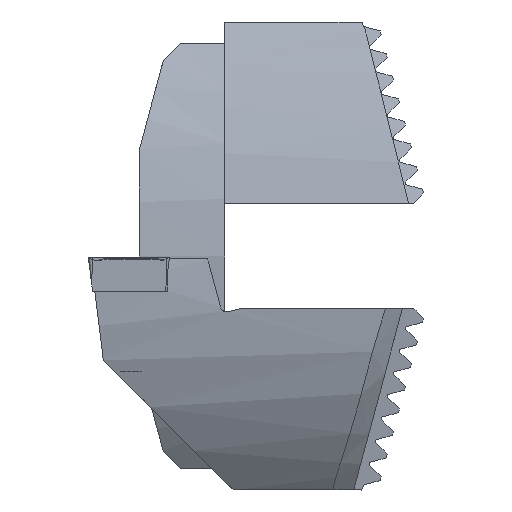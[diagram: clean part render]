
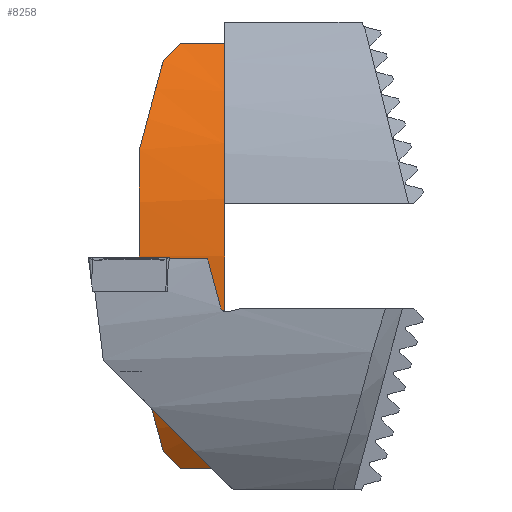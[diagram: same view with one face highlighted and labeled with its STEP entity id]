
A CAD part, left-side view. The second image highlights one B-rep face of the part: STEP entity #8258.
In plain terms, the highlighted cylindrical face has radius 40 mm (diameter 80 mm), a partial arc.
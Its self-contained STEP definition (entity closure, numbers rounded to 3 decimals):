
#207 = EDGE_CURVE ( 'NONE', #25759, #28701, #2143, .T. ) ;
#241 = DIRECTION ( 'NONE',  ( 0., -1., 0. ) ) ;
#297 = DIRECTION ( 'NONE',  ( -1., 0., 0. ) ) ;
#310 = CARTESIAN_POINT ( 'NONE',  ( 0., 0., 0.025 ) ) ;
#1043 = DIRECTION ( 'NONE',  ( 1., 0., 0. ) ) ;
#1337 = ORIENTED_EDGE ( 'NONE', *, *, #12895, .T. ) ;
#2143 = CIRCLE ( 'NONE', #38589, 40. ) ;
#4542 = DIRECTION ( 'NONE',  ( -1., 0., 0. ) ) ;
#5226 = ORIENTED_EDGE ( 'NONE', *, *, #20820, .T. ) ;
#5584 = VERTEX_POINT ( 'NONE', #39260 ) ;
#5799 = CARTESIAN_POINT ( 'NONE',  ( 5.187, 25., -31.2 ) ) ;
#6818 = EDGE_CURVE ( 'NONE', #16984, #18721, #9855, .T. ) ;
#7024 = EDGE_LOOP ( 'NONE', ( #20354, #1337, #36744, #25258, #5226, #40486, #12596, #10332 ) ) ;
#8258 = ADVANCED_FACE ( 'NONE', ( #38254 ), #36064, .T. ) ;
#9558 = CARTESIAN_POINT ( 'NONE',  ( 0., -25., -31.2 ) ) ;
#9647 = EDGE_CURVE ( 'NONE', #37567, #16984, #29070, .T. ) ;
#9855 =( BOUNDED_CURVE ( )  B_SPLINE_CURVE ( 3, ( #37429, #37566, #37762, #37268 ),
 .UNSPECIFIED., .F., .T. ) 
 B_SPLINE_CURVE_WITH_KNOTS ( ( 4, 4 ),
 ( 5.325, 5.388 ),
 .UNSPECIFIED. ) 
 CURVE ( )  GEOMETRIC_REPRESENTATION_ITEM ( )  RATIONAL_B_SPLINE_CURVE ( ( 1., 1., 1., 1. ) ) 
 REPRESENTATION_ITEM ( '' )  );
#10332 = ORIENTED_EDGE ( 'NONE', *, *, #9647, .T. ) ;
#10464 = LINE ( 'NONE', #43175, #37412 ) ;
#11765 = LINE ( 'NONE', #44014, #22275 ) ;
#12479 = CARTESIAN_POINT ( 'NONE',  ( 10., 12.5, -37.972 ) ) ;
#12596 = ORIENTED_EDGE ( 'NONE', *, *, #20945, .T. ) ;
#12776 = CARTESIAN_POINT ( 'NONE',  ( 5.187, -25., -31.2 ) ) ;
#12858 = EDGE_CURVE ( 'NONE', #30916, #5584, #40466, .T. ) ;
#12895 = EDGE_CURVE ( 'NONE', #18721, #28701, #11765, .T. ) ;
#13205 = CARTESIAN_POINT ( 'NONE',  ( 7.187, -23., -32.701 ) ) ;
#13315 = CARTESIAN_POINT ( 'NONE',  ( 8.051, -19.773, -34.969 ) ) ;
#13365 = CARTESIAN_POINT ( 'NONE',  ( 8.996, -16.247, -36.739 ) ) ;
#13561 = CARTESIAN_POINT ( 'NONE',  ( 10., -12.5, -37.972 ) ) ;
#13965 = DIRECTION ( 'NONE',  ( 0., -1., 0. ) ) ;
#14959 = CARTESIAN_POINT ( 'NONE',  ( 10., 0., 0.025 ) ) ;
#15193 = DIRECTION ( 'NONE',  ( -1., 0., 0. ) ) ;
#16984 = VERTEX_POINT ( 'NONE', #41024 ) ;
#18721 = VERTEX_POINT ( 'NONE', #12776 ) ;
#19686 = CARTESIAN_POINT ( 'NONE',  ( 7.187, 23., -32.701 ) ) ;
#20354 = ORIENTED_EDGE ( 'NONE', *, *, #6818, .T. ) ;
#20429 = VERTEX_POINT ( 'NONE', #5799 ) ;
#20820 = EDGE_CURVE ( 'NONE', #20429, #30916, #23726, .T. ) ;
#20945 = EDGE_CURVE ( 'NONE', #5584, #37567, #45020, .T. ) ;
#21120 = CARTESIAN_POINT ( 'NONE',  ( 7.187, 23., -32.701 ) ) ;
#22275 = VECTOR ( 'NONE', #29998, 1000. ) ;
#23726 =( BOUNDED_CURVE ( )  B_SPLINE_CURVE ( 3, ( #45079, #27840, #41933, #21120 ),
 .UNSPECIFIED., .F., .F. ) 
 B_SPLINE_CURVE_WITH_KNOTS ( ( 4, 4 ),
 ( 0.896, 0.958 ),
 .UNSPECIFIED. ) 
 CURVE ( )  GEOMETRIC_REPRESENTATION_ITEM ( )  RATIONAL_B_SPLINE_CURVE ( ( 1., 1., 1., 1. ) ) 
 REPRESENTATION_ITEM ( '' )  );
#24426 = CARTESIAN_POINT ( 'NONE',  ( 0., 25., -31.2 ) ) ;
#25254 = CARTESIAN_POINT ( 'NONE',  ( 10., -12.5, -37.972 ) ) ;
#25258 = ORIENTED_EDGE ( 'NONE', *, *, #42064, .T. ) ;
#25759 = VERTEX_POINT ( 'NONE', #24426 ) ;
#25865 = CARTESIAN_POINT ( 'NONE',  ( 10., 0., 0.025 ) ) ;
#26481 = CARTESIAN_POINT ( 'NONE',  ( 7.187, 23., -32.701 ) ) ;
#27840 = CARTESIAN_POINT ( 'NONE',  ( 5.837, 24.349, -31.721 ) ) ;
#28701 = VERTEX_POINT ( 'NONE', #9558 ) ;
#29070 =( BOUNDED_CURVE ( )  B_SPLINE_CURVE ( 3, ( #13561, #13365, #13315, #13205 ),
 .UNSPECIFIED., .F., .F. ) 
 B_SPLINE_CURVE_WITH_KNOTS ( ( 4, 4 ),
 ( 5.03, 5.325 ),
 .UNSPECIFIED. ) 
 CURVE ( )  GEOMETRIC_REPRESENTATION_ITEM ( )  RATIONAL_B_SPLINE_CURVE ( ( 1., 0.993, 0.993, 1. ) ) 
 REPRESENTATION_ITEM ( '' )  );
#29392 = DIRECTION ( 'NONE',  ( 0., -1., 0. ) ) ;
#29853 = CARTESIAN_POINT ( 'NONE',  ( 8.051, 19.773, -34.969 ) ) ;
#29998 = DIRECTION ( 'NONE',  ( -1., 0., 0. ) ) ;
#30815 = AXIS2_PLACEMENT_3D ( 'NONE', #14959, #15193, #13965 ) ;
#30916 = VERTEX_POINT ( 'NONE', #19686 ) ;
#31404 = AXIS2_PLACEMENT_3D ( 'NONE', #25865, #4542, #29392 ) ;
#33521 = CARTESIAN_POINT ( 'NONE',  ( 8.996, 16.247, -36.739 ) ) ;
#36064 = CYLINDRICAL_SURFACE ( 'NONE', #30815, 40. ) ;
#36744 = ORIENTED_EDGE ( 'NONE', *, *, #207, .F. ) ;
#37268 = CARTESIAN_POINT ( 'NONE',  ( 5.187, -25., -31.2 ) ) ;
#37412 = VECTOR ( 'NONE', #1043, 1000. ) ;
#37429 = CARTESIAN_POINT ( 'NONE',  ( 7.187, -23., -32.701 ) ) ;
#37566 = CARTESIAN_POINT ( 'NONE',  ( 6.504, -23.682, -32.222 ) ) ;
#37567 = VERTEX_POINT ( 'NONE', #25254 ) ;
#37762 = CARTESIAN_POINT ( 'NONE',  ( 5.837, -24.349, -31.721 ) ) ;
#38254 = FACE_OUTER_BOUND ( 'NONE', #7024, .T. ) ;
#38589 = AXIS2_PLACEMENT_3D ( 'NONE', #310, #297, #241 ) ;
#39260 = CARTESIAN_POINT ( 'NONE',  ( 10., 12.5, -37.972 ) ) ;
#40466 =( BOUNDED_CURVE ( )  B_SPLINE_CURVE ( 3, ( #26481, #29853, #33521, #12479 ),
 .UNSPECIFIED., .F., .T. ) 
 B_SPLINE_CURVE_WITH_KNOTS ( ( 4, 4 ),
 ( 0.958, 1.253 ),
 .UNSPECIFIED. ) 
 CURVE ( )  GEOMETRIC_REPRESENTATION_ITEM ( )  RATIONAL_B_SPLINE_CURVE ( ( 1., 0.993, 0.993, 1. ) ) 
 REPRESENTATION_ITEM ( '' )  );
#40486 = ORIENTED_EDGE ( 'NONE', *, *, #12858, .T. ) ;
#41024 = CARTESIAN_POINT ( 'NONE',  ( 7.187, -23., -32.701 ) ) ;
#41933 = CARTESIAN_POINT ( 'NONE',  ( 6.504, 23.682, -32.222 ) ) ;
#42064 = EDGE_CURVE ( 'NONE', #25759, #20429, #10464, .T. ) ;
#43175 = CARTESIAN_POINT ( 'NONE',  ( 10., 25., -31.2 ) ) ;
#44014 = CARTESIAN_POINT ( 'NONE',  ( 10., -25., -31.2 ) ) ;
#45020 = CIRCLE ( 'NONE', #31404, 40. ) ;
#45079 = CARTESIAN_POINT ( 'NONE',  ( 5.187, 25., -31.2 ) ) ;
